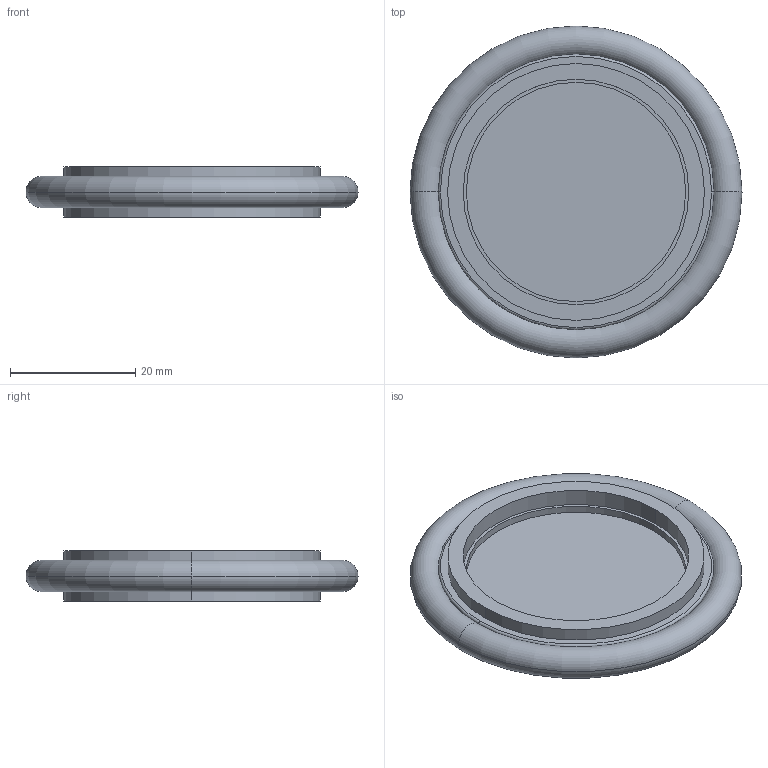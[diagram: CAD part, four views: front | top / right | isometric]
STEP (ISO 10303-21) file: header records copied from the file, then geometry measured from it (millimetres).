
FILE_DESCRIPTION (( 'STEP AP214' ), '1' );
FILE_NAME ('122ZRD040.stp', '2017-04-13T05:43:54', ( '' ), ( '' ), 'SwSTEP 2.0', 'SolidWorks 2015', '' );
FILE_SCHEMA (( 'AUTOMOTIVE_DESIGN' ));
Length unit declared in the file: millimetre
Products named in the file (1): 122ZRD040
Bounding box: 53 x 53 x 8 mm (x, y, z)
Volume: 6372.1 mm3; surface area: 7326.9 mm2
Topology: 2 solids, 2 shells, 32 faces, 62 edges, 38 vertices
Faces by surface type: torus 12, cylinder 12, plane 8
Entity records: 1235 total; most frequent: DIRECTION 178, CARTESIAN_POINT 133, ORIENTED_EDGE 124, AXIS2_PLACEMENT_3D 83, EDGE_CURVE 62, CIRCLE 50, VERTEX_POINT 38, EDGE_LOOP 38
